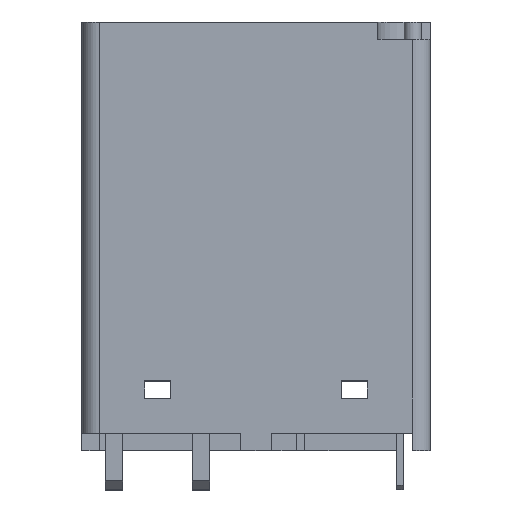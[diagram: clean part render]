
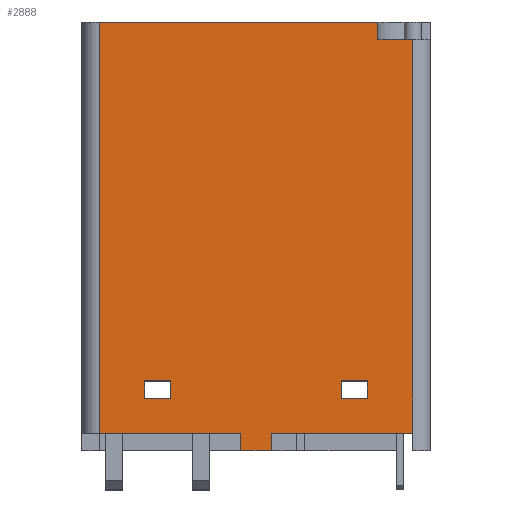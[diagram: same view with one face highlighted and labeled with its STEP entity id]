
A CAD part, top view. The second image highlights one B-rep face of the part: STEP entity #2888.
In plain terms, the highlighted planar face has unit normal (0, 0, 1).
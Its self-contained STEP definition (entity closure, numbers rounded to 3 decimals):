
#101=CARTESIAN_POINT('',(-25.783,49.2,36.277));
#102=VERTEX_POINT('',#101);
#112=CARTESIAN_POINT('',(-25.783,47.2,36.277));
#113=VERTEX_POINT('',#112);
#114=CARTESIAN_POINT('',(-25.783,47.2,36.277));
#115=DIRECTION('',(0.0,1.0,0.0));
#116=VECTOR('',#115,2.0);
#117=LINE('',#114,#116);
#118=EDGE_CURVE('',#113,#102,#117,.T.);
#145=CARTESIAN_POINT('',(-21.783,47.2,36.277));
#146=VERTEX_POINT('',#145);
#161=CARTESIAN_POINT('',(-21.783,47.2,36.277));
#162=DIRECTION('',(-1.0,0.0,0.0));
#163=VECTOR('',#162,4.);
#164=LINE('',#161,#163);
#165=EDGE_CURVE('',#146,#113,#164,.T.);
#284=CARTESIAN_POINT('',(-21.783,2.0,36.277));
#285=VERTEX_POINT('',#284);
#286=CARTESIAN_POINT('',(-21.783,2.0,36.277));
#287=DIRECTION('',(0.0,1.0,0.0));
#288=VECTOR('',#287,45.2);
#289=LINE('',#286,#288);
#290=EDGE_CURVE('',#285,#146,#289,.T.);
#523=CARTESIAN_POINT('',(-29.983,8.,36.277));
#524=VERTEX_POINT('',#523);
#531=CARTESIAN_POINT('',(-29.983,6.,36.277));
#532=VERTEX_POINT('',#531);
#533=CARTESIAN_POINT('',(-29.983,6.,36.277));
#534=DIRECTION('',(0.0,1.0,0.0));
#535=VECTOR('',#534,2.);
#536=LINE('',#533,#535);
#537=EDGE_CURVE('',#532,#524,#536,.T.);
#554=CARTESIAN_POINT('',(-26.983,8.,36.277));
#555=VERTEX_POINT('',#554);
#562=CARTESIAN_POINT('',(-29.983,8.,36.277));
#563=DIRECTION('',(1.0,0.0,0.0));
#564=VECTOR('',#563,3.0);
#565=LINE('',#562,#564);
#566=EDGE_CURVE('',#524,#555,#565,.T.);
#578=CARTESIAN_POINT('',(-26.983,6.,36.277));
#579=VERTEX_POINT('',#578);
#586=CARTESIAN_POINT('',(-26.983,8.,36.277));
#587=DIRECTION('',(0.0,-1.0,0.0));
#588=VECTOR('',#587,2.);
#589=LINE('',#586,#588);
#590=EDGE_CURVE('',#555,#579,#589,.T.);
#603=CARTESIAN_POINT('',(-26.983,6.,36.277));
#604=DIRECTION('',(-1.0,0.0,0.0));
#605=VECTOR('',#604,3.);
#606=LINE('',#603,#605);
#607=EDGE_CURVE('',#579,#532,#606,.T.);
#619=CARTESIAN_POINT('',(-52.583,8.,36.277));
#620=VERTEX_POINT('',#619);
#627=CARTESIAN_POINT('',(-52.583,6.,36.277));
#628=VERTEX_POINT('',#627);
#629=CARTESIAN_POINT('',(-52.583,6.,36.277));
#630=DIRECTION('',(0.0,1.0,0.0));
#631=VECTOR('',#630,2.);
#632=LINE('',#629,#631);
#633=EDGE_CURVE('',#628,#620,#632,.T.);
#650=CARTESIAN_POINT('',(-49.583,8.,36.277));
#651=VERTEX_POINT('',#650);
#658=CARTESIAN_POINT('',(-52.583,8.,36.277));
#659=DIRECTION('',(1.0,0.0,0.0));
#660=VECTOR('',#659,3.);
#661=LINE('',#658,#660);
#662=EDGE_CURVE('',#620,#651,#661,.T.);
#674=CARTESIAN_POINT('',(-49.583,6.,36.277));
#675=VERTEX_POINT('',#674);
#682=CARTESIAN_POINT('',(-49.583,8.,36.277));
#683=DIRECTION('',(0.0,-1.0,0.0));
#684=VECTOR('',#683,2.);
#685=LINE('',#682,#684);
#686=EDGE_CURVE('',#651,#675,#685,.T.);
#699=CARTESIAN_POINT('',(-49.583,6.,36.277));
#700=DIRECTION('',(-1.0,0.0,0.0));
#701=VECTOR('',#700,3.);
#702=LINE('',#699,#701);
#703=EDGE_CURVE('',#675,#628,#702,.T.);
#1928=CARTESIAN_POINT('',(-38.033,0.0,36.277));
#1929=VERTEX_POINT('',#1928);
#1944=CARTESIAN_POINT('',(-38.033,2.0,36.277));
#1945=VERTEX_POINT('',#1944);
#1952=CARTESIAN_POINT('',(-38.033,0.0,36.277));
#1953=DIRECTION('',(0.0,1.0,0.0));
#1954=VECTOR('',#1953,2.0);
#1955=LINE('',#1952,#1954);
#1956=EDGE_CURVE('',#1929,#1945,#1955,.T.);
#1997=CARTESIAN_POINT('',(-41.533,0.0,36.277));
#1998=VERTEX_POINT('',#1997);
#2005=CARTESIAN_POINT('',(-41.533,2.0,36.277));
#2006=VERTEX_POINT('',#2005);
#2007=CARTESIAN_POINT('',(-41.533,2.0,36.277));
#2008=DIRECTION('',(0.0,-1.0,0.0));
#2009=VECTOR('',#2008,2.0);
#2010=LINE('',#2007,#2009);
#2011=EDGE_CURVE('',#2006,#1998,#2010,.T.);
#2712=CARTESIAN_POINT('',(-38.033,2.0,36.277));
#2713=DIRECTION('',(1.0,0.0,0.0));
#2714=VECTOR('',#2713,16.25);
#2715=LINE('',#2712,#2714);
#2716=EDGE_CURVE('',#1945,#285,#2715,.T.);
#2721=CARTESIAN_POINT('',(-57.783,2.0,36.277));
#2722=VERTEX_POINT('',#2721);
#2723=CARTESIAN_POINT('',(-57.783,2.0,36.277));
#2724=DIRECTION('',(1.0,0.0,0.0));
#2725=VECTOR('',#2724,16.25);
#2726=LINE('',#2723,#2725);
#2727=EDGE_CURVE('',#2722,#2006,#2726,.T.);
#2823=CARTESIAN_POINT('',(-57.783,49.2,36.277));
#2824=VERTEX_POINT('',#2823);
#2825=CARTESIAN_POINT('',(-57.783,2.0,36.277));
#2826=DIRECTION('',(0.0,1.0,0.0));
#2827=VECTOR('',#2826,47.2);
#2828=LINE('',#2825,#2827);
#2829=EDGE_CURVE('',#2722,#2824,#2828,.T.);
#2849=CARTESIAN_POINT('',(-52.583,0.0,36.277));
#2850=DIRECTION('',(0.0,0.0,1.0));
#2851=DIRECTION('',(1.0,0.0,0.0));
#2852=AXIS2_PLACEMENT_3D('',#2849,#2850,#2851);
#2853=PLANE('',#2852);
#2854=ORIENTED_EDGE('',*,*,#118,.T.);
#2855=CARTESIAN_POINT('',(-57.783,49.2,36.277));
#2856=DIRECTION('',(1.0,0.0,0.0));
#2857=VECTOR('',#2856,32.);
#2858=LINE('',#2855,#2857);
#2859=EDGE_CURVE('',#2824,#102,#2858,.T.);
#2860=ORIENTED_EDGE('',*,*,#2859,.F.);
#2861=ORIENTED_EDGE('',*,*,#2829,.F.);
#2862=ORIENTED_EDGE('',*,*,#2727,.T.);
#2863=ORIENTED_EDGE('',*,*,#2011,.T.);
#2864=CARTESIAN_POINT('',(-41.533,0.0,36.277));
#2865=DIRECTION('',(1.0,0.0,0.0));
#2866=VECTOR('',#2865,3.5);
#2867=LINE('',#2864,#2866);
#2868=EDGE_CURVE('',#1998,#1929,#2867,.T.);
#2869=ORIENTED_EDGE('',*,*,#2868,.T.);
#2870=ORIENTED_EDGE('',*,*,#1956,.T.);
#2871=ORIENTED_EDGE('',*,*,#2716,.T.);
#2872=ORIENTED_EDGE('',*,*,#290,.T.);
#2873=ORIENTED_EDGE('',*,*,#165,.T.);
#2874=EDGE_LOOP('',(#2854,#2860,#2861,#2862,#2863,#2869,#2870,#2871,#2872,#2873));
#2875=FACE_OUTER_BOUND('',#2874,.T.);
#2876=ORIENTED_EDGE('',*,*,#537,.T.);
#2877=ORIENTED_EDGE('',*,*,#566,.T.);
#2878=ORIENTED_EDGE('',*,*,#590,.T.);
#2879=ORIENTED_EDGE('',*,*,#607,.T.);
#2880=EDGE_LOOP('',(#2876,#2877,#2878,#2879));
#2881=FACE_BOUND('',#2880,.T.);
#2882=ORIENTED_EDGE('',*,*,#633,.T.);
#2883=ORIENTED_EDGE('',*,*,#662,.T.);
#2884=ORIENTED_EDGE('',*,*,#686,.T.);
#2885=ORIENTED_EDGE('',*,*,#703,.T.);
#2886=EDGE_LOOP('',(#2882,#2883,#2884,#2885));
#2887=FACE_BOUND('',#2886,.T.);
#2888=ADVANCED_FACE('',(#2875,#2881,#2887),#2853,.T.);
